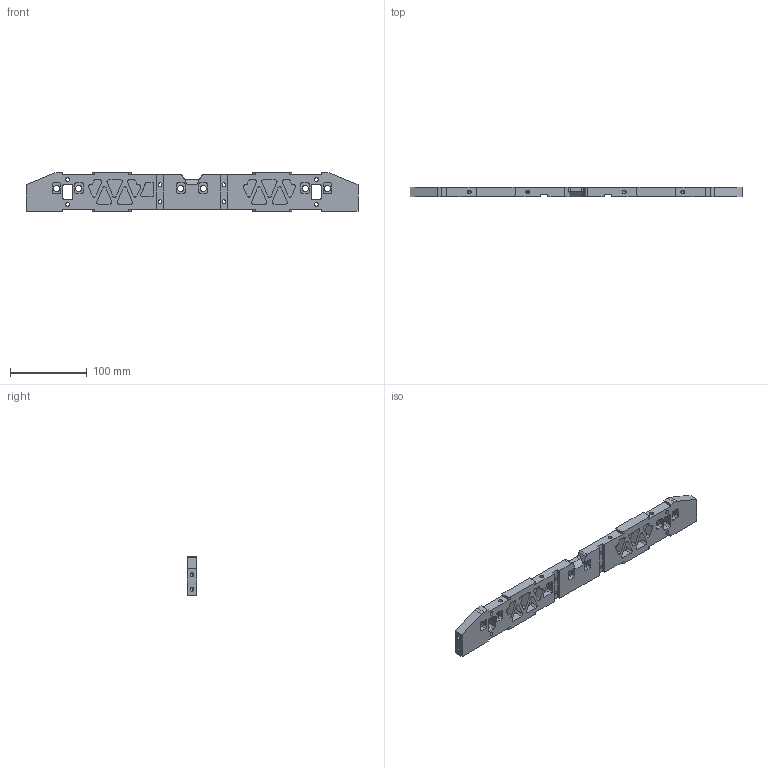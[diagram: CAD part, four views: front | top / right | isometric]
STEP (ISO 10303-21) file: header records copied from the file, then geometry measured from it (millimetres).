
FILE_DESCRIPTION (( 'STEP AP214' ), '1' );
FILE_NAME ('FrontPlate.STEP', '2024-10-22T02:07:31', ( '' ), ( '' ), 'SwSTEP 2.0', 'SolidWorks 2024', '' );
FILE_SCHEMA (( 'AUTOMOTIVE_DESIGN' ));
Length unit declared in the file: inch
Products named in the file (1): FrontPlate
Bounding box: 432.56 x 12.7 x 50.8 mm (x, y, z)
Volume: 198621.7 mm3; surface area: 66191 mm2
Topology: 1 solids, 1 shells, 304 faces, 838 edges, 539 vertices
Faces by surface type: cylinder 144, plane 136, cone 24
Entity records: 9677 total; most frequent: CARTESIAN_POINT 1704, DIRECTION 1702, ORIENTED_EDGE 1628, EDGE_CURVE 814, AXIS2_PLACEMENT_3D 591, VERTEX_POINT 539, VECTOR 520, LINE 520
